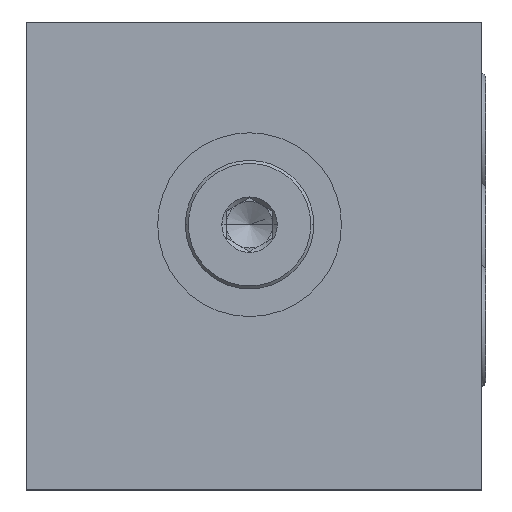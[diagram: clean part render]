
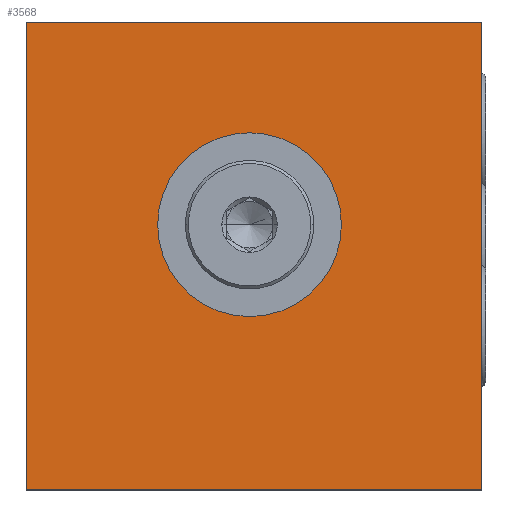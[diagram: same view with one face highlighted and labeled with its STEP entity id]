
A CAD part, top view. The second image highlights one B-rep face of the part: STEP entity #3568.
In plain terms, the highlighted planar face has unit normal (0, 0, 1).
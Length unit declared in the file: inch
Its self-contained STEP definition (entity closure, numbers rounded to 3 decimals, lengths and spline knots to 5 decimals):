
#777=DIRECTION('',(0.,-1.,0.));
#778=VECTOR('',#777,2.5);
#779=CARTESIAN_POINT('',(0.,0.,3.312));
#780=LINE('',#779,#778);
#781=DIRECTION('',(-1.,0.,0.));
#782=VECTOR('',#781,2.438);
#783=CARTESIAN_POINT('',(2.438,0.,3.312));
#784=LINE('',#783,#782);
#785=DIRECTION('',(0.,1.,0.));
#786=VECTOR('',#785,2.5);
#787=CARTESIAN_POINT('',(2.438,-2.5,3.312));
#788=LINE('',#787,#786);
#789=DIRECTION('',(1.,0.,0.));
#790=VECTOR('',#789,2.438);
#791=CARTESIAN_POINT('',(0.,-2.5,3.312));
#792=LINE('',#791,#790);
#793=CARTESIAN_POINT('',(1.195,-1.085,3.312));
#794=DIRECTION('',(0.,0.,-1.));
#795=DIRECTION('',(-1.,0.,0.));
#796=AXIS2_PLACEMENT_3D('',#793,#794,#795);
#798=CARTESIAN_POINT('',(1.195,-1.085,3.312));
#799=DIRECTION('',(0.,0.,-1.));
#800=DIRECTION('',(1.,0.,0.));
#801=AXIS2_PLACEMENT_3D('',#798,#799,#800);
#2797=CARTESIAN_POINT('',(0.,0.,3.312));
#2798=CARTESIAN_POINT('',(0.,-2.5,3.312));
#2799=VERTEX_POINT('',#2797);
#2800=VERTEX_POINT('',#2798);
#2801=CARTESIAN_POINT('',(2.438,-2.5,3.312));
#2802=VERTEX_POINT('',#2801);
#2803=CARTESIAN_POINT('',(2.438,0.,3.312));
#2804=VERTEX_POINT('',#2803);
#3082=CARTESIAN_POINT('',(0.703,-1.085,
3.312));
#3084=VERTEX_POINT('',#3082);
#3086=CARTESIAN_POINT('',(1.687,-1.085,3.312));
#3088=VERTEX_POINT('',#3086);
#3549=CARTESIAN_POINT('',(0.,0.,3.312));
#3550=DIRECTION('',(0.,0.,1.));
#3551=DIRECTION('',(1.,0.,0.));
#3552=AXIS2_PLACEMENT_3D('',#3549,#3550,#3551);
#3553=PLANE('',#3552);
#3554=ORIENTED_EDGE('',*,*,#3226,.F.);
#3556=ORIENTED_EDGE('',*,*,#3555,.F.);
#3558=ORIENTED_EDGE('',*,*,#3557,.F.);
#3559=ORIENTED_EDGE('',*,*,#3542,.F.);
#3560=EDGE_LOOP('',(#3554,#3556,#3558,#3559));
#3561=FACE_OUTER_BOUND('',#3560,.F.);
#3563=ORIENTED_EDGE('',*,*,#3562,.F.);
#3565=ORIENTED_EDGE('',*,*,#3564,.F.);
#3566=EDGE_LOOP('',(#3563,#3565));
#3567=FACE_BOUND('',#3566,.F.);
#3568=ADVANCED_FACE('',(#3561,#3567),#3553,.T.);
#797=CIRCLE('',#796,0.492);
#802=CIRCLE('',#801,0.492);
#3226=EDGE_CURVE('',#2799,#2800,#780,.T.);
#3542=EDGE_CURVE('',#2800,#2802,#792,.T.);
#3555=EDGE_CURVE('',#2804,#2799,#784,.T.);
#3557=EDGE_CURVE('',#2802,#2804,#788,.T.);
#3562=EDGE_CURVE('',#3084,#3088,#797,.T.);
#3564=EDGE_CURVE('',#3088,#3084,#802,.T.);
